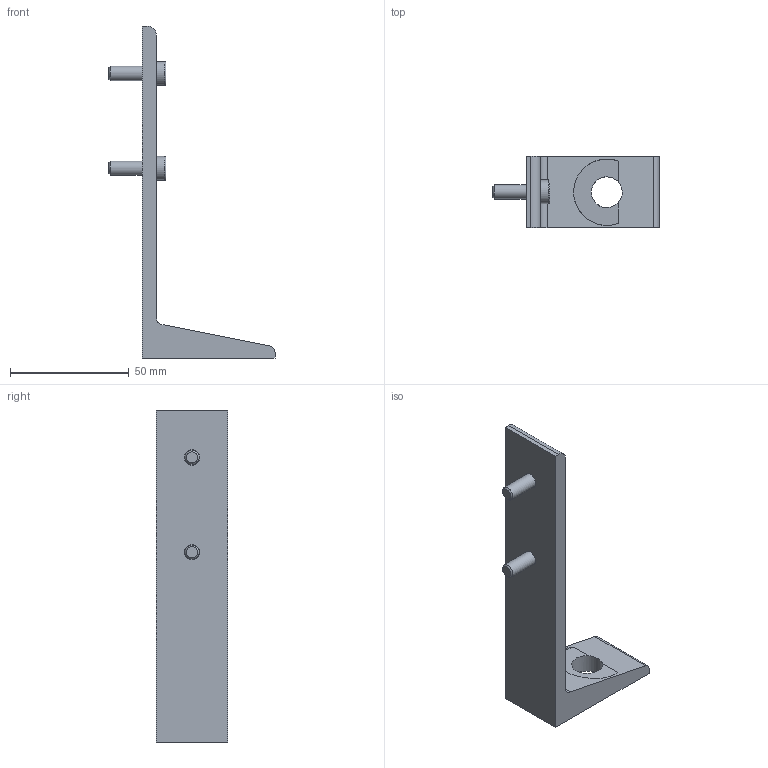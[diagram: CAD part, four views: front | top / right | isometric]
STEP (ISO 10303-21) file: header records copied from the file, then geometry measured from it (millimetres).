
FILE_DESCRIPTION(/* description */ (''),/* implementation_level */ '2;1');
FILE_NAME(/* name */ '34-030-1.stp',/* time_stamp */ '2025-02-14T08:54:52-05:00',/* author */ ('jmurphy'),/* organization */ (''),/* preprocessor_version */ 'ST-DEVELOPER v18.1',/* originating_system */ 'AutoCAD Mechanical',/* authorisation */ '');
FILE_SCHEMA (('AUTOMOTIVE_DESIGN { 1 0 10303 214 3 1 1 }'));
Length unit declared in the file: millimetre
Products named in the file (1): Product
Bounding box: 70 x 30 x 140 mm (x, y, z)
Volume: 38932.9 mm3; surface area: 15693.5 mm2
Topology: 3 solids, 3 shells, 44 faces, 100 edges, 66 vertices
Faces by surface type: plane 29, cylinder 11, cone 2, torus 2
Full cylindrical faces by diameter (mm): 6 x2, 6.5 x2, 10 x2, 13 x1
Entity records: 1273 total; most frequent: DIRECTION 222, CARTESIAN_POINT 211, ORIENTED_EDGE 200, EDGE_CURVE 100, AXIS2_PLACEMENT_3D 77, LINE 68, VECTOR 68, VERTEX_POINT 66
